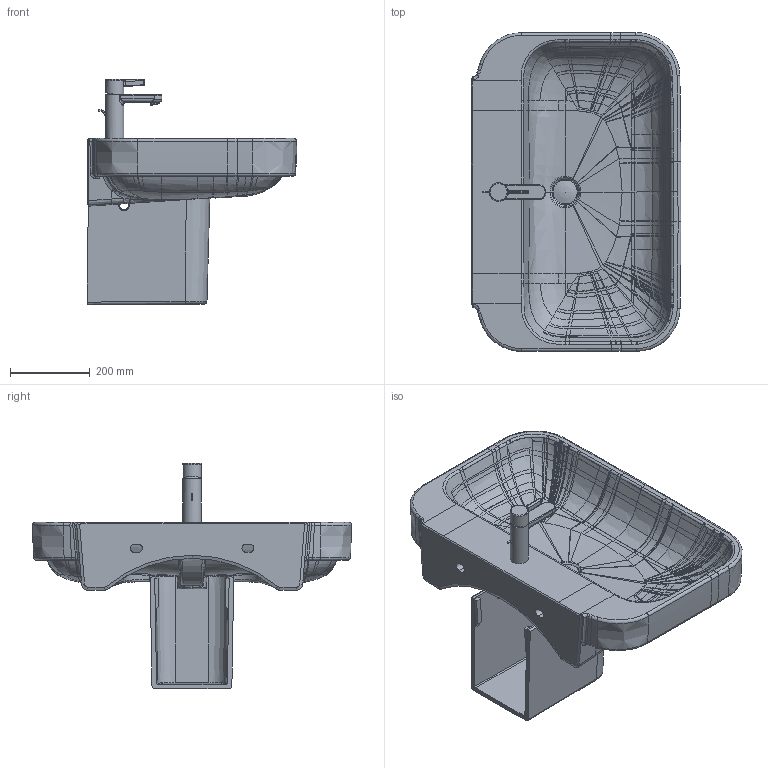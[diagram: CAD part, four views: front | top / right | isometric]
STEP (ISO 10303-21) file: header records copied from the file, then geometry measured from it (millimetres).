
FILE_DESCRIPTION((''),'2;1');
FILE_NAME('231680_085828.stp','2013-06-10T20:10:30',('Administrator'),(''),'Autodesk Inventor 2011','Autodesk Inventor 2011','');
FILE_SCHEMA(('CONFIG_CONTROL_DESIGN'));
Length unit declared in the file: millimetre
Products named in the file (11): 231680_085828; 231680; 085828; Kelch; Stopfen; Armatur Waschtisch; Fassung Sieb; Griff; Gehäuse; Hebel_Ventil; Gleitring
Assembly tree (10 placements, depth 3):
  231680_085828
    231680
    085828
    Kelch
    Stopfen
    Armatur Waschtisch
      Fassung Sieb
      Griff
      Gehäuse
      Hebel_Ventil
      Gleitring
Bounding box: 525.78 x 800.15 x 566.05 mm (x, y, z)
Volume: 25864168.7 mm3; surface area: 1934249.6 mm2
Topology: 8 solids, 10 shells, 2259 faces, 5062 edges, 2813 vertices
Faces by surface type: bspline 1837, plane 222, cylinder 135, torus 38, cone 20, sphere 7
Full cylindrical faces by diameter (mm): 4 x2, 20.15 x1, 21.15 x1, 22 x2, 23.15 x1, 42 x1, 44 x1, 46 x2, 60 x1
Entity records: 221512 total; most frequent: CARTESIAN_POINT 180914, ORIENTED_EDGE 10038, EDGE_CURVE 5021, DIRECTION 3761, B_SPLINE_CURVE_WITH_KNOTS 3143, VERTEX_POINT 2802, EDGE_LOOP 2317, FACE_OUTER_BOUND 2258
